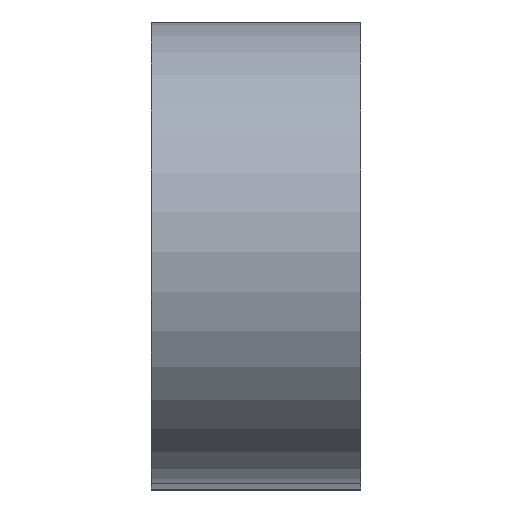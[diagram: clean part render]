
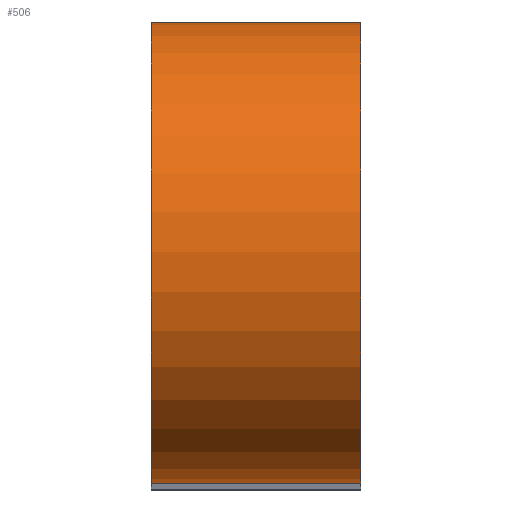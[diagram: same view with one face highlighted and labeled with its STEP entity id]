
A CAD part, top view. The second image highlights one B-rep face of the part: STEP entity #506.
In plain terms, the highlighted cylindrical face has radius 7 mm (diameter 14 mm), a partial arc.
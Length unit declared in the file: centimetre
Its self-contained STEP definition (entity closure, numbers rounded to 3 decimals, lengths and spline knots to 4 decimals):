
#56=FACE_OUTER_BOUND('',#88,.T.);
#88=EDGE_LOOP('',(#434,#435,#436,#437));
#147=LINE('',#825,#201);
#148=LINE('',#826,#202);
#201=VECTOR('',#667,1.);
#202=VECTOR('',#668,1.);
#219=CIRCLE('',#534,0.7);
#222=CIRCLE('',#544,0.7);
#248=VERTEX_POINT('',#751);
#249=VERTEX_POINT('',#753);
#264=VERTEX_POINT('',#798);
#265=VERTEX_POINT('',#800);
#298=EDGE_CURVE('',#248,#249,#219,.T.);
#322=EDGE_CURVE('',#264,#265,#222,.T.);
#335=EDGE_CURVE('',#248,#265,#147,.T.);
#336=EDGE_CURVE('',#249,#264,#148,.T.);
#434=ORIENTED_EDGE('',*,*,#298,.F.);
#435=ORIENTED_EDGE('',*,*,#335,.T.);
#436=ORIENTED_EDGE('',*,*,#322,.F.);
#437=ORIENTED_EDGE('',*,*,#336,.F.);
#488=CYLINDRICAL_SURFACE('',#550,0.7);
#506=ADVANCED_FACE('',(#56),#488,.T.);
#534=AXIS2_PLACEMENT_3D('',#754,#605,#606);
#544=AXIS2_PLACEMENT_3D('',#801,#646,#647);
#550=AXIS2_PLACEMENT_3D('',#824,#665,#666);
#605=DIRECTION('center_axis',(1.,0.,0.));
#606=DIRECTION('ref_axis',(0.,1.,-0.001));
#646=DIRECTION('center_axis',(-1.,0.,0.));
#647=DIRECTION('ref_axis',(0.,1.,-0.001));
#665=DIRECTION('center_axis',(-1.,0.,0.));
#666=DIRECTION('ref_axis',(0.,1.,-0.001));
#667=DIRECTION('',(-1.,0.,0.));
#668=DIRECTION('',(-1.,0.,0.));
#751=CARTESIAN_POINT('',(4.635,25.2588,7.1318));
#753=CARTESIAN_POINT('',(4.635,23.8588,7.1335));
#754=CARTESIAN_POINT('Origin',(4.635,24.5588,7.1326));
#798=CARTESIAN_POINT('',(4.,23.8588,7.1335));
#800=CARTESIAN_POINT('',(4.,25.2588,7.1318));
#801=CARTESIAN_POINT('Origin',(4.,24.5588,7.1326));
#824=CARTESIAN_POINT('Origin',(4.635,24.5588,7.1326));
#825=CARTESIAN_POINT('',(4.635,25.2588,7.1318));
#826=CARTESIAN_POINT('',(4.635,23.8588,7.1335));
